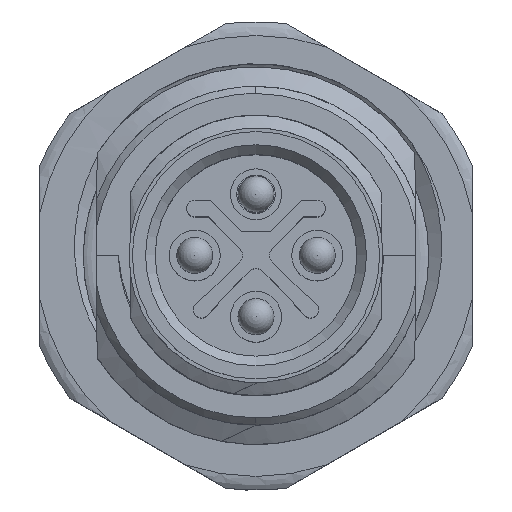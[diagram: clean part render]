
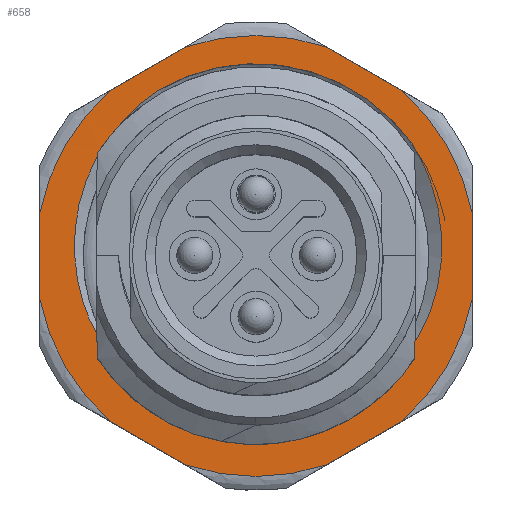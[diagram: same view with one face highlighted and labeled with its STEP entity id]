
A CAD part, top view. The second image highlights one B-rep face of the part: STEP entity #658.
In plain terms, the highlighted planar face has unit normal (0, 0, 1).
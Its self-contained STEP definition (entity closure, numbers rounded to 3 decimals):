
#658=ADVANCED_FACE('',(#1650,#1651),#781,.T.);
#781=PLANE('',#4966);
#815=LINE('',#6447,#1017);
#955=LINE('',#19241,#1157);
#956=LINE('',#19246,#1158);
#957=LINE('',#19250,#1159);
#958=LINE('',#19254,#1160);
#959=LINE('',#19258,#1161);
#960=LINE('',#19262,#1162);
#1017=VECTOR('',#5133,1.);
#1157=VECTOR('',#5605,1.);
#1158=VECTOR('',#5608,1.);
#1159=VECTOR('',#5611,1.);
#1160=VECTOR('',#5614,1.);
#1161=VECTOR('',#5617,1.);
#1162=VECTOR('',#5620,1.);
#1304=B_SPLINE_CURVE_WITH_KNOTS('',3,(#7209,#7210,#7211,#7212,#7213,#7214),
 .UNSPECIFIED.,.F.,.F.,(4,2,4),(0.,0.5,1.),.UNSPECIFIED.);
#1337=B_SPLINE_CURVE_WITH_KNOTS('',3,(#8149,#8150,#8151,#8152),
 .UNSPECIFIED.,.F.,.F.,(4,4),(0.,1.),.UNSPECIFIED.);
#1338=B_SPLINE_CURVE_WITH_KNOTS('',3,(#8154,#8155,#8156,#8157),
 .UNSPECIFIED.,.F.,.F.,(4,4),(0.,1.),.UNSPECIFIED.);
#1557=B_SPLINE_CURVE_WITH_KNOTS('',3,(#19265,#19266,#19267,#19268),
 .UNSPECIFIED.,.F.,.F.,(4,4),(0.,1.),.UNSPECIFIED.);
#1558=B_SPLINE_CURVE_WITH_KNOTS('',3,(#19272,#19273,#19274,#19275,#19276,
#19277),.UNSPECIFIED.,.F.,.F.,(4,2,4),(0.,0.5,1.),.UNSPECIFIED.);
#1559=B_SPLINE_CURVE_WITH_KNOTS('',3,(#19280,#19281,#19282,#19283),
 .UNSPECIFIED.,.F.,.F.,(4,4),(0.,1.),.UNSPECIFIED.);
#1650=FACE_BOUND('',#1916,.T.);
#1651=FACE_BOUND('',#1917,.T.);
#1916=EDGE_LOOP('',(#3075,#3076,#3077,#3078,#3079,#3080,#3081,#3082,#3083,
#3084,#3085,#3086));
#1917=EDGE_LOOP('',(#3087,#3088,#3089,#3090,#3091,#3092,#3093,#3094,#3095));
#3075=ORIENTED_EDGE('',*,*,#4501,.T.);
#3076=ORIENTED_EDGE('',*,*,#4502,.F.);
#3077=ORIENTED_EDGE('',*,*,#4503,.T.);
#3078=ORIENTED_EDGE('',*,*,#4504,.F.);
#3079=ORIENTED_EDGE('',*,*,#4505,.T.);
#3080=ORIENTED_EDGE('',*,*,#4506,.T.);
#3081=ORIENTED_EDGE('',*,*,#4507,.T.);
#3082=ORIENTED_EDGE('',*,*,#4508,.F.);
#3083=ORIENTED_EDGE('',*,*,#4509,.T.);
#3084=ORIENTED_EDGE('',*,*,#4510,.F.);
#3085=ORIENTED_EDGE('',*,*,#4511,.T.);
#3086=ORIENTED_EDGE('',*,*,#4512,.T.);
#3087=ORIENTED_EDGE('',*,*,#4141,.F.);
#3088=ORIENTED_EDGE('',*,*,#4140,.F.);
#3089=ORIENTED_EDGE('',*,*,#4513,.F.);
#3090=ORIENTED_EDGE('',*,*,#4514,.F.);
#3091=ORIENTED_EDGE('',*,*,#4515,.F.);
#3092=ORIENTED_EDGE('',*,*,#4516,.F.);
#3093=ORIENTED_EDGE('',*,*,#4100,.T.);
#3094=ORIENTED_EDGE('',*,*,#4002,.F.);
#3095=ORIENTED_EDGE('',*,*,#4517,.F.);
#3505=VERTEX_POINT('',#6445);
#3507=VERTEX_POINT('',#6448);
#3549=VERTEX_POINT('',#6681);
#3577=VERTEX_POINT('',#7215);
#3595=VERTEX_POINT('',#8148);
#3596=VERTEX_POINT('',#8153);
#3836=VERTEX_POINT('',#19242);
#3837=VERTEX_POINT('',#19243);
#3838=VERTEX_POINT('',#19245);
#3839=VERTEX_POINT('',#19247);
#3840=VERTEX_POINT('',#19249);
#3841=VERTEX_POINT('',#19251);
#3842=VERTEX_POINT('',#19253);
#3843=VERTEX_POINT('',#19255);
#3844=VERTEX_POINT('',#19257);
#3845=VERTEX_POINT('',#19259);
#3846=VERTEX_POINT('',#19261);
#3847=VERTEX_POINT('',#19263);
#3848=VERTEX_POINT('',#19269);
#3849=VERTEX_POINT('',#19271);
#3850=VERTEX_POINT('',#19278);
#4002=EDGE_CURVE('',#3505,#3507,#815,.T.);
#4100=EDGE_CURVE('',#3577,#3507,#1304,.T.);
#4140=EDGE_CURVE('',#3595,#3596,#1337,.T.);
#4141=EDGE_CURVE('',#3596,#3549,#1338,.T.);
#4501=EDGE_CURVE('',#3836,#3837,#955,.T.);
#4502=EDGE_CURVE('',#3838,#3837,#4716,.T.);
#4503=EDGE_CURVE('',#3838,#3839,#956,.T.);
#4504=EDGE_CURVE('',#3840,#3839,#4717,.T.);
#4505=EDGE_CURVE('',#3840,#3841,#957,.T.);
#4506=EDGE_CURVE('',#3841,#3842,#4718,.T.);
#4507=EDGE_CURVE('',#3842,#3843,#958,.T.);
#4508=EDGE_CURVE('',#3844,#3843,#4719,.T.);
#4509=EDGE_CURVE('',#3844,#3845,#959,.T.);
#4510=EDGE_CURVE('',#3846,#3845,#4720,.T.);
#4511=EDGE_CURVE('',#3846,#3847,#960,.T.);
#4512=EDGE_CURVE('',#3847,#3836,#4721,.T.);
#4513=EDGE_CURVE('',#3848,#3595,#1557,.T.);
#4514=EDGE_CURVE('',#3849,#3848,#4722,.T.);
#4515=EDGE_CURVE('',#3850,#3849,#1558,.T.);
#4516=EDGE_CURVE('',#3577,#3850,#4723,.T.);
#4517=EDGE_CURVE('',#3549,#3505,#1559,.T.);
#4716=CIRCLE('',#4958,9.18);
#4717=CIRCLE('',#4959,9.18);
#4718=CIRCLE('',#4960,9.18);
#4719=CIRCLE('',#4961,9.18);
#4720=CIRCLE('',#4962,9.18);
#4721=CIRCLE('',#4963,9.18);
#4722=CIRCLE('',#4964,8.);
#4723=CIRCLE('',#4965,7.2);
#4958=AXIS2_PLACEMENT_3D('',#19244,#5606,#5607);
#4959=AXIS2_PLACEMENT_3D('',#19248,#5609,#5610);
#4960=AXIS2_PLACEMENT_3D('',#19252,#5612,#5613);
#4961=AXIS2_PLACEMENT_3D('',#19256,#5615,#5616);
#4962=AXIS2_PLACEMENT_3D('',#19260,#5618,#5619);
#4963=AXIS2_PLACEMENT_3D('',#19264,#5621,#5622);
#4964=AXIS2_PLACEMENT_3D('',#19270,#5623,#5624);
#4965=AXIS2_PLACEMENT_3D('',#19279,#5625,#5626);
#4966=AXIS2_PLACEMENT_3D('',#19284,#5627,#5628);
#5133=DIRECTION('',(0.009,-1.,0.));
#5605=DIRECTION('',(0.866,-0.5,0.));
#5606=DIRECTION('',(0.,0.,-1.));
#5607=DIRECTION('',(0.32,-0.948,0.));
#5608=DIRECTION('',(0.866,0.5,0.));
#5609=DIRECTION('',(0.,0.,-1.));
#5610=DIRECTION('',(0.98,-0.197,0.));
#5611=DIRECTION('',(0.,1.,0.));
#5612=DIRECTION('',(0.,0.,1.));
#5613=DIRECTION('',(0.98,0.197,0.));
#5614=DIRECTION('',(-0.866,0.5,0.));
#5615=DIRECTION('',(0.,0.,-1.));
#5616=DIRECTION('',(-0.32,0.948,0.));
#5617=DIRECTION('',(-0.866,-0.5,0.));
#5618=DIRECTION('',(0.,0.,-1.));
#5619=DIRECTION('',(-0.98,0.197,0.));
#5620=DIRECTION('',(0.,-1.,0.));
#5621=DIRECTION('',(0.,0.,1.));
#5622=DIRECTION('',(-0.98,-0.197,0.));
#5623=DIRECTION('',(0.,0.,1.));
#5624=DIRECTION('',(0.,1.,0.));
#5625=DIRECTION('',(0.,0.,1.));
#5626=DIRECTION('',(0.,1.,0.));
#5627=DIRECTION('',(0.,0.,1.));
#5628=DIRECTION('',(0.,1.,0.));
#6445=CARTESIAN_POINT('',(-6.623,-3.249,-4.864));
#6447=CARTESIAN_POINT('',(-6.59,-7.,-4.864));
#6448=CARTESIAN_POINT('',(-6.617,-3.961,-4.864));
#6681=CARTESIAN_POINT('',(-6.598,4.188,-4.856));
#7209=CARTESIAN_POINT('',(1.474,-7.048,-4.864));
#7210=CARTESIAN_POINT('',(-0.014,-7.448,-4.864));
#7211=CARTESIAN_POINT('',(-1.631,-7.354,-4.864));
#7212=CARTESIAN_POINT('',(-4.5,-6.247,-4.864));
#7213=CARTESIAN_POINT('',(-5.751,-5.244,-4.864));
#7214=CARTESIAN_POINT('',(-6.617,-3.961,-4.864));
#7215=CARTESIAN_POINT('',(1.474,-7.048,-4.864));
#8148=CARTESIAN_POINT('',(-5.982,5.097,-4.876));
#8149=CARTESIAN_POINT('',(-5.984,5.099,-4.887));
#8150=CARTESIAN_POINT('',(-6.16,4.892,-4.879));
#8151=CARTESIAN_POINT('',(-6.325,4.676,-4.871));
#8152=CARTESIAN_POINT('',(-6.479,4.452,-4.863));
#8153=CARTESIAN_POINT('',(-6.478,4.452,-4.863));
#8154=CARTESIAN_POINT('',(-6.451,4.437,-4.845));
#8155=CARTESIAN_POINT('',(-6.495,4.369,-4.841));
#8156=CARTESIAN_POINT('',(-6.538,4.301,-4.837));
#8157=CARTESIAN_POINT('',(-6.58,4.232,-4.833));
#19241=CARTESIAN_POINT('',(-6.067,-6.89,-4.864));
#19242=CARTESIAN_POINT('',(-6.067,-6.89,-4.864));
#19243=CARTESIAN_POINT('',(-2.933,-8.699,-4.864));
#19244=CARTESIAN_POINT('',(0.,0.,-4.864));
#19245=CARTESIAN_POINT('',(2.933,-8.699,-4.864));
#19246=CARTESIAN_POINT('',(2.933,-8.699,-4.864));
#19247=CARTESIAN_POINT('',(6.067,-6.89,-4.864));
#19248=CARTESIAN_POINT('',(0.,0.,-4.864));
#19249=CARTESIAN_POINT('',(9.,-1.809,-4.864));
#19250=CARTESIAN_POINT('',(9.,-1.809,-4.864));
#19251=CARTESIAN_POINT('',(9.,1.809,-4.864));
#19252=CARTESIAN_POINT('',(0.,0.,-4.864));
#19253=CARTESIAN_POINT('',(6.067,6.89,-4.864));
#19254=CARTESIAN_POINT('',(6.067,6.89,-4.864));
#19255=CARTESIAN_POINT('',(2.933,8.699,-4.864));
#19256=CARTESIAN_POINT('',(0.,0.,-4.864));
#19257=CARTESIAN_POINT('',(-2.933,8.699,-4.864));
#19258=CARTESIAN_POINT('',(-2.933,8.699,-4.864));
#19259=CARTESIAN_POINT('',(-6.067,6.89,-4.864));
#19260=CARTESIAN_POINT('',(0.,0.,-4.864));
#19261=CARTESIAN_POINT('',(-9.,1.809,-4.864));
#19262=CARTESIAN_POINT('',(-9.,1.809,-4.864));
#19263=CARTESIAN_POINT('',(-9.,-1.809,-4.864));
#19264=CARTESIAN_POINT('',(0.,0.,-4.864));
#19265=CARTESIAN_POINT('',(-4.042,6.904,-4.864));
#19266=CARTESIAN_POINT('',(-4.79,6.412,-4.864));
#19267=CARTESIAN_POINT('',(-5.449,5.798,-4.864));
#19268=CARTESIAN_POINT('',(-5.984,5.098,-4.864));
#19269=CARTESIAN_POINT('',(-4.042,6.904,-4.864));
#19270=CARTESIAN_POINT('',(0.,0.,-4.864));
#19271=CARTESIAN_POINT('',(6.5,4.664,-4.864));
#19272=CARTESIAN_POINT('',(1.839,-6.961,-4.864));
#19273=CARTESIAN_POINT('',(4.118,-6.498,-4.864));
#19274=CARTESIAN_POINT('',(6.199,-4.833,-4.864));
#19275=CARTESIAN_POINT('',(8.106,-0.309,-4.864));
#19276=CARTESIAN_POINT('',(7.895,2.489,-4.864));
#19277=CARTESIAN_POINT('',(6.5,4.664,-4.864));
#19278=CARTESIAN_POINT('',(1.839,-6.961,-4.864));
#19279=CARTESIAN_POINT('',(0.,0.,-4.864));
#19280=CARTESIAN_POINT('',(-6.621,4.123,-4.864));
#19281=CARTESIAN_POINT('',(-7.894,1.816,-4.864));
#19282=CARTESIAN_POINT('',(-7.851,-1.069,-4.864));
#19283=CARTESIAN_POINT('',(-6.631,-3.244,-4.864));
#19284=CARTESIAN_POINT('',(0.,0.,-4.864));
